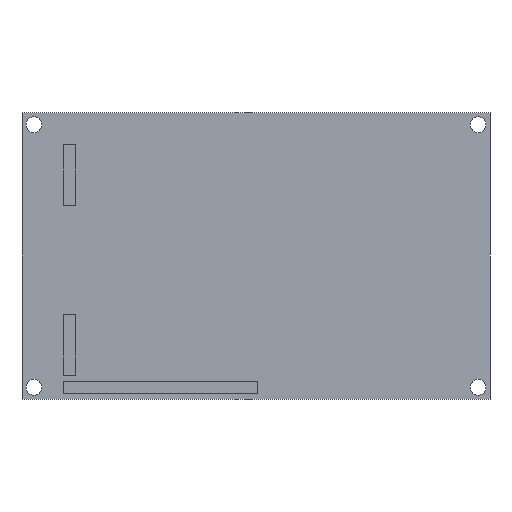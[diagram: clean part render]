
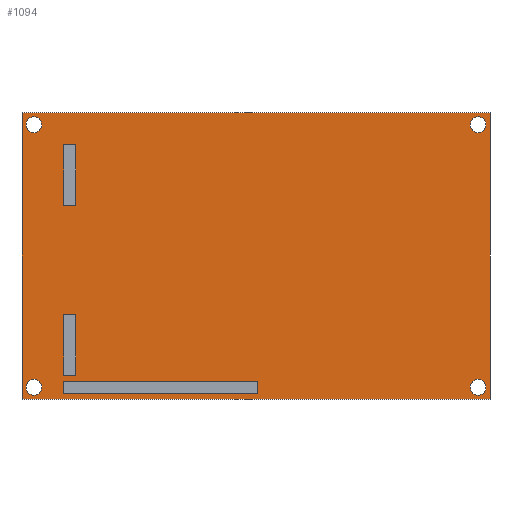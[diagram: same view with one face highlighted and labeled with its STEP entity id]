
A CAD part, front view. The second image highlights one B-rep face of the part: STEP entity #1094.
In plain terms, the highlighted planar face has unit normal (0, -1, 0).
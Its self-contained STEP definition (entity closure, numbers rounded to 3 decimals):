
#183=DIRECTION('',(0.,0.,1.));
#184=VECTOR('',#183,12.7);
#185=CARTESIAN_POINT('',(-40.27,10.,-24.96));
#186=LINE('',#185,#184);
#197=DIRECTION('',(-1.,0.,0.));
#198=VECTOR('',#197,98.);
#199=CARTESIAN_POINT('',(49.,10.,-30.));
#200=LINE('',#199,#198);
#204=DIRECTION('',(0.,0.,1.));
#205=VECTOR('',#204,60.);
#206=CARTESIAN_POINT('',(-49.,10.,-30.));
#207=LINE('',#206,#205);
#211=DIRECTION('',(1.,0.,0.));
#212=VECTOR('',#211,98.);
#213=CARTESIAN_POINT('',(-49.,10.,30.));
#214=LINE('',#213,#212);
#218=DIRECTION('',(0.,0.,-1.));
#219=VECTOR('',#218,60.);
#220=CARTESIAN_POINT('',(49.,10.,30.));
#221=LINE('',#220,#219);
#225=CARTESIAN_POINT('',(-46.5,10.,-27.5));
#226=DIRECTION('',(0.,1.,0.));
#227=DIRECTION('',(1.,0.,0.));
#228=AXIS2_PLACEMENT_3D('',#225,#226,#227);
#233=CARTESIAN_POINT('',(-46.5,10.,-27.5));
#234=DIRECTION('',(0.,1.,0.));
#235=DIRECTION('',(-1.,0.,0.));
#236=AXIS2_PLACEMENT_3D('',#233,#234,#235);
#241=CARTESIAN_POINT('',(46.5,10.,-27.5));
#242=DIRECTION('',(0.,1.,0.));
#243=DIRECTION('',(1.,0.,0.));
#244=AXIS2_PLACEMENT_3D('',#241,#242,#243);
#249=CARTESIAN_POINT('',(46.5,10.,-27.5));
#250=DIRECTION('',(0.,1.,0.));
#251=DIRECTION('',(-1.,0.,0.));
#252=AXIS2_PLACEMENT_3D('',#249,#250,#251);
#257=CARTESIAN_POINT('',(46.5,10.,27.5));
#258=DIRECTION('',(0.,1.,0.));
#259=DIRECTION('',(1.,0.,0.));
#260=AXIS2_PLACEMENT_3D('',#257,#258,#259);
#265=CARTESIAN_POINT('',(46.5,10.,27.5));
#266=DIRECTION('',(0.,1.,0.));
#267=DIRECTION('',(-1.,0.,0.));
#268=AXIS2_PLACEMENT_3D('',#265,#266,#267);
#273=CARTESIAN_POINT('',(-46.5,10.,27.5));
#274=DIRECTION('',(0.,1.,0.));
#275=DIRECTION('',(1.,0.,0.));
#276=AXIS2_PLACEMENT_3D('',#273,#274,#275);
#281=CARTESIAN_POINT('',(-46.5,10.,27.5));
#282=DIRECTION('',(0.,1.,0.));
#283=DIRECTION('',(-1.,0.,0.));
#284=AXIS2_PLACEMENT_3D('',#281,#282,#283);
#633=DIRECTION('',(-1.,0.,0.));
#634=VECTOR('',#633,2.54);
#635=CARTESIAN_POINT('',(-37.73,10.,-24.96));
#636=LINE('',#635,#634);
#647=DIRECTION('',(0.,0.,-1.));
#648=VECTOR('',#647,12.7);
#649=CARTESIAN_POINT('',(-37.73,10.,-12.26));
#650=LINE('',#649,#648);
#661=DIRECTION('',(1.,0.,0.));
#662=VECTOR('',#661,2.54);
#663=CARTESIAN_POINT('',(-40.27,10.,-12.26));
#664=LINE('',#663,#662);
#675=DIRECTION('',(1.,0.,0.));
#676=VECTOR('',#675,2.54);
#677=CARTESIAN_POINT('',(-40.27,10.,23.3));
#678=LINE('',#677,#676);
#689=DIRECTION('',(0.,0.,-1.));
#690=VECTOR('',#689,12.7);
#691=CARTESIAN_POINT('',(-37.73,10.,23.3));
#692=LINE('',#691,#690);
#703=DIRECTION('',(-1.,0.,0.));
#704=VECTOR('',#703,2.54);
#705=CARTESIAN_POINT('',(-37.73,10.,10.6));
#706=LINE('',#705,#704);
#717=DIRECTION('',(0.,0.,1.));
#718=VECTOR('',#717,12.7);
#719=CARTESIAN_POINT('',(-40.27,10.,10.6));
#720=LINE('',#719,#718);
#731=DIRECTION('',(1.,0.,0.));
#732=VECTOR('',#731,40.64);
#733=CARTESIAN_POINT('',(-40.27,10.,-26.23));
#734=LINE('',#733,#732);
#745=DIRECTION('',(0.,0.,-1.));
#746=VECTOR('',#745,2.54);
#747=CARTESIAN_POINT('',(0.37,10.,-26.23));
#748=LINE('',#747,#746);
#759=DIRECTION('',(-1.,0.,0.));
#760=VECTOR('',#759,40.64);
#761=CARTESIAN_POINT('',(0.37,10.,-28.77));
#762=LINE('',#761,#760);
#773=DIRECTION('',(0.,0.,1.));
#774=VECTOR('',#773,2.54);
#775=CARTESIAN_POINT('',(-40.27,10.,-28.77));
#776=LINE('',#775,#774);
#811=CARTESIAN_POINT('',(49.,10.,-30.));
#812=CARTESIAN_POINT('',(-49.,10.,-30.));
#813=VERTEX_POINT('',#811);
#814=VERTEX_POINT('',#812);
#815=CARTESIAN_POINT('',(-49.,10.,30.));
#816=VERTEX_POINT('',#815);
#817=CARTESIAN_POINT('',(49.,10.,30.));
#818=VERTEX_POINT('',#817);
#827=CARTESIAN_POINT('',(-40.27,10.,-24.96));
#828=CARTESIAN_POINT('',(-40.27,10.,-12.26));
#829=VERTEX_POINT('',#827);
#830=VERTEX_POINT('',#828);
#831=CARTESIAN_POINT('',(-37.73,10.,-12.26));
#832=VERTEX_POINT('',#831);
#833=CARTESIAN_POINT('',(-37.73,10.,-24.96));
#834=VERTEX_POINT('',#833);
#835=CARTESIAN_POINT('',(-40.27,10.,23.3));
#836=CARTESIAN_POINT('',(-37.73,10.,23.3));
#837=VERTEX_POINT('',#835);
#838=VERTEX_POINT('',#836);
#839=CARTESIAN_POINT('',(-37.73,10.,10.6));
#840=VERTEX_POINT('',#839);
#841=CARTESIAN_POINT('',(-40.27,10.,10.6));
#842=VERTEX_POINT('',#841);
#843=CARTESIAN_POINT('',(-40.27,10.,-26.23));
#844=CARTESIAN_POINT('',(0.37,10.,-26.23));
#845=VERTEX_POINT('',#843);
#846=VERTEX_POINT('',#844);
#847=CARTESIAN_POINT('',(0.37,10.,-28.77));
#848=VERTEX_POINT('',#847);
#849=CARTESIAN_POINT('',(-40.27,10.,-28.77));
#850=VERTEX_POINT('',#849);
#867=CARTESIAN_POINT('',(-44.85,10.,-27.5));
#868=CARTESIAN_POINT('',(-48.15,10.,-27.5));
#869=VERTEX_POINT('',#867);
#870=VERTEX_POINT('',#868);
#871=CARTESIAN_POINT('',(48.15,10.,-27.5));
#872=CARTESIAN_POINT('',(44.85,10.,-27.5));
#873=VERTEX_POINT('',#871);
#874=VERTEX_POINT('',#872);
#875=CARTESIAN_POINT('',(48.15,10.,27.5));
#876=CARTESIAN_POINT('',(44.85,10.,27.5));
#877=VERTEX_POINT('',#875);
#878=VERTEX_POINT('',#876);
#879=CARTESIAN_POINT('',(-44.85,10.,27.5));
#880=CARTESIAN_POINT('',(-48.15,10.,27.5));
#881=VERTEX_POINT('',#879);
#882=VERTEX_POINT('',#880);
#1026=CARTESIAN_POINT('',(0.,10.,0.));
#1027=DIRECTION('',(0.,1.,0.));
#1028=DIRECTION('',(1.,0.,0.));
#1029=AXIS2_PLACEMENT_3D('',#1026,#1027,#1028);
#1030=PLANE('',#1029);
#1032=ORIENTED_EDGE('',*,*,#1031,.T.);
#1034=ORIENTED_EDGE('',*,*,#1033,.T.);
#1036=ORIENTED_EDGE('',*,*,#1035,.T.);
#1038=ORIENTED_EDGE('',*,*,#1037,.T.);
#1039=EDGE_LOOP('',(#1032,#1034,#1036,#1038));
#1040=FACE_OUTER_BOUND('',#1039,.F.);
#1041=ORIENTED_EDGE('',*,*,#1004,.F.);
#1043=ORIENTED_EDGE('',*,*,#1042,.F.);
#1045=ORIENTED_EDGE('',*,*,#1044,.F.);
#1047=ORIENTED_EDGE('',*,*,#1046,.F.);
#1048=EDGE_LOOP('',(#1041,#1043,#1045,#1047));
#1049=FACE_BOUND('',#1048,.F.);
#1051=ORIENTED_EDGE('',*,*,#1050,.F.);
#1053=ORIENTED_EDGE('',*,*,#1052,.F.);
#1055=ORIENTED_EDGE('',*,*,#1054,.F.);
#1057=ORIENTED_EDGE('',*,*,#1056,.F.);
#1058=EDGE_LOOP('',(#1051,#1053,#1055,#1057));
#1059=FACE_BOUND('',#1058,.F.);
#1061=ORIENTED_EDGE('',*,*,#1060,.F.);
#1063=ORIENTED_EDGE('',*,*,#1062,.F.);
#1065=ORIENTED_EDGE('',*,*,#1064,.F.);
#1067=ORIENTED_EDGE('',*,*,#1066,.F.);
#1068=EDGE_LOOP('',(#1061,#1063,#1065,#1067));
#1069=FACE_BOUND('',#1068,.F.);
#1071=ORIENTED_EDGE('',*,*,#1070,.F.);
#1073=ORIENTED_EDGE('',*,*,#1072,.F.);
#1074=EDGE_LOOP('',(#1071,#1073));
#1075=FACE_BOUND('',#1074,.F.);
#1077=ORIENTED_EDGE('',*,*,#1076,.F.);
#1079=ORIENTED_EDGE('',*,*,#1078,.F.);
#1080=EDGE_LOOP('',(#1077,#1079));
#1081=FACE_BOUND('',#1080,.F.);
#1083=ORIENTED_EDGE('',*,*,#1082,.F.);
#1085=ORIENTED_EDGE('',*,*,#1084,.F.);
#1086=EDGE_LOOP('',(#1083,#1085));
#1087=FACE_BOUND('',#1086,.F.);
#1089=ORIENTED_EDGE('',*,*,#1088,.F.);
#1091=ORIENTED_EDGE('',*,*,#1090,.F.);
#1092=EDGE_LOOP('',(#1089,#1091));
#1093=FACE_BOUND('',#1092,.F.);
#229=CIRCLE('',#228,1.65);
#237=CIRCLE('',#236,1.65);
#245=CIRCLE('',#244,1.65);
#253=CIRCLE('',#252,1.65);
#261=CIRCLE('',#260,1.65);
#269=CIRCLE('',#268,1.65);
#277=CIRCLE('',#276,1.65);
#285=CIRCLE('',#284,1.65);
#1004=EDGE_CURVE('',#829,#830,#186,.T.);
#1031=EDGE_CURVE('',#813,#814,#200,.T.);
#1033=EDGE_CURVE('',#814,#816,#207,.T.);
#1035=EDGE_CURVE('',#816,#818,#214,.T.);
#1037=EDGE_CURVE('',#818,#813,#221,.T.);
#1042=EDGE_CURVE('',#834,#829,#636,.T.);
#1044=EDGE_CURVE('',#832,#834,#650,.T.);
#1046=EDGE_CURVE('',#830,#832,#664,.T.);
#1050=EDGE_CURVE('',#837,#838,#678,.T.);
#1052=EDGE_CURVE('',#842,#837,#720,.T.);
#1054=EDGE_CURVE('',#840,#842,#706,.T.);
#1056=EDGE_CURVE('',#838,#840,#692,.T.);
#1060=EDGE_CURVE('',#845,#846,#734,.T.);
#1062=EDGE_CURVE('',#850,#845,#776,.T.);
#1064=EDGE_CURVE('',#848,#850,#762,.T.);
#1066=EDGE_CURVE('',#846,#848,#748,.T.);
#1070=EDGE_CURVE('',#869,#870,#229,.T.);
#1072=EDGE_CURVE('',#870,#869,#237,.T.);
#1076=EDGE_CURVE('',#873,#874,#245,.T.);
#1078=EDGE_CURVE('',#874,#873,#253,.T.);
#1082=EDGE_CURVE('',#877,#878,#261,.T.);
#1084=EDGE_CURVE('',#878,#877,#269,.T.);
#1088=EDGE_CURVE('',#881,#882,#277,.T.);
#1090=EDGE_CURVE('',#882,#881,#285,.T.);
#1094=ADVANCED_FACE('',(#1040,#1049,#1059,#1069,#1075,#1081,#1087,#1093),#1030,
.F.);
